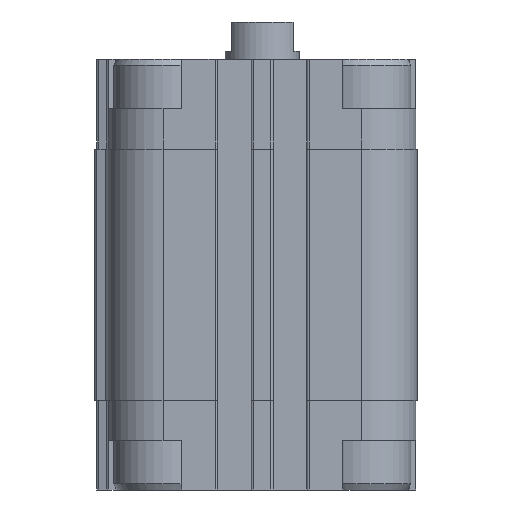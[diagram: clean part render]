
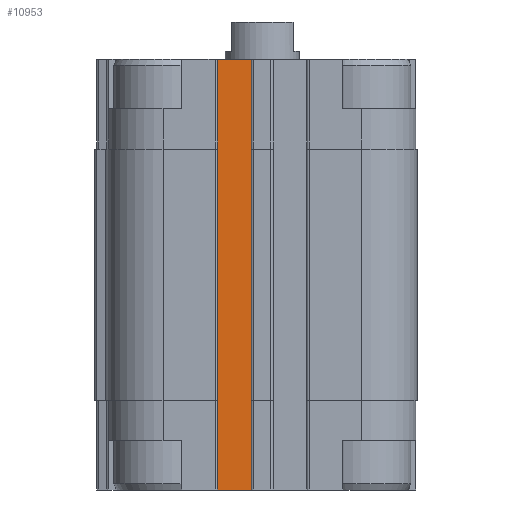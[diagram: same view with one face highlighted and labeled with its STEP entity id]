
A CAD part, left-side view. The second image highlights one B-rep face of the part: STEP entity #10953.
In plain terms, the highlighted face is planar.
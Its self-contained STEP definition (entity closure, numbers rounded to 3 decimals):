
#140=LINE('',#16498,#1176);
#297=LINE('',#17119,#1333);
#298=LINE('',#17121,#1334);
#299=LINE('',#17123,#1335);
#1176=VECTOR('',#12840,1000.);
#1333=VECTOR('',#13371,1000.);
#1334=VECTOR('',#13374,1000.);
#1335=VECTOR('',#13375,1000.);
#2168=PLANE('',#11795);
#3530=ORIENTED_EDGE('',*,*,#6414,.F.);
#3531=ORIENTED_EDGE('',*,*,#6715,.F.);
#3532=ORIENTED_EDGE('',*,*,#6716,.T.);
#3533=ORIENTED_EDGE('',*,*,#6717,.T.);
#6414=EDGE_CURVE('',#8029,#8030,#140,.T.);
#6715=EDGE_CURVE('',#8306,#8029,#297,.T.);
#6716=EDGE_CURVE('',#8306,#8307,#298,.T.);
#6717=EDGE_CURVE('',#8307,#8030,#299,.T.);
#8029=VERTEX_POINT('',#16497);
#8030=VERTEX_POINT('',#16499);
#8306=VERTEX_POINT('',#17118);
#8307=VERTEX_POINT('',#17122);
#9433=EDGE_LOOP('',(#3530,#3531,#3532,#3533));
#10183=FACE_BOUND('',#9433,.T.);
#10953=ADVANCED_FACE('',(#10183),#2168,.T.);
#11795=AXIS2_PLACEMENT_3D('',#17120,#13372,#13373);
#12840=DIRECTION('',(0.,1.,0.));
#13371=DIRECTION('',(0.,0.,1.));
#13372=DIRECTION('',(1.,0.,0.));
#13373=DIRECTION('',(0.,0.,-1.));
#13374=DIRECTION('',(0.,1.,0.));
#13375=DIRECTION('',(0.,0.,1.));
#16497=CARTESIAN_POINT('',(19.9,-7.5,0.));
#16498=CARTESIAN_POINT('',(19.9,-7.5,0.));
#16499=CARTESIAN_POINT('',(19.9,-1.5,0.));
#17118=CARTESIAN_POINT('',(19.9,-7.5,-69.5));
#17119=CARTESIAN_POINT('',(19.9,-7.5,-14.5));
#17120=CARTESIAN_POINT('',(19.9,-7.5,-14.5));
#17121=CARTESIAN_POINT('',(19.9,-7.5,-69.5));
#17122=CARTESIAN_POINT('',(19.9,-1.5,-69.5));
#17123=CARTESIAN_POINT('',(19.9,-1.5,-14.5));
